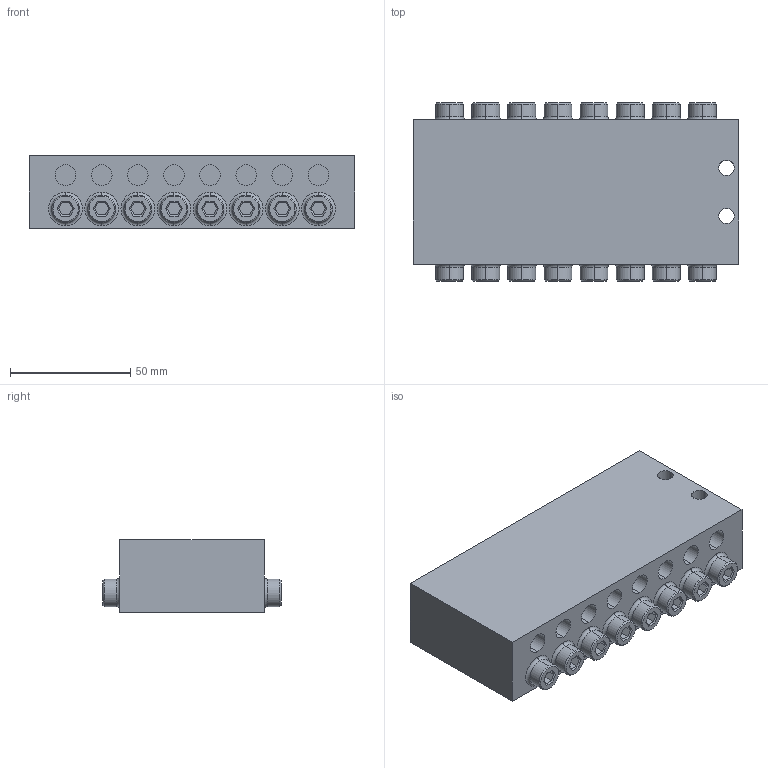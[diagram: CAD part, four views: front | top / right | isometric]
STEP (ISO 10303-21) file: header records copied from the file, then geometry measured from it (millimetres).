
FILE_DESCRIPTION (( 'STEP AP203' ), '1' );
FILE_NAME ('ASV16.STEP', '2020-04-18T01:41:07', ( '个人用户' ), ( '微软中国' ), 'SwSTEP 2.0', 'SolidWorks 2018', '' );
FILE_SCHEMA (( 'CONFIG_CONTROL_DESIGN' ));
Length unit declared in the file: millimetre
Products named in the file (1): ASV16
Bounding box: 135 x 74 x 30 mm (x, y, z)
Volume: 237713 mm3; surface area: 40119 mm2
Topology: 1 solids, 1 shells, 384 faces, 836 edges, 504 vertices
Faces by surface type: plane 248, cylinder 72, cone 32, torus 32
Entity records: 10365 total; most frequent: DIRECTION 1846, CARTESIAN_POINT 1725, ORIENTED_EDGE 1672, EDGE_CURVE 836, AXIS2_PLACEMENT_3D 625, LINE 596, VECTOR 596, VERTEX_POINT 504
